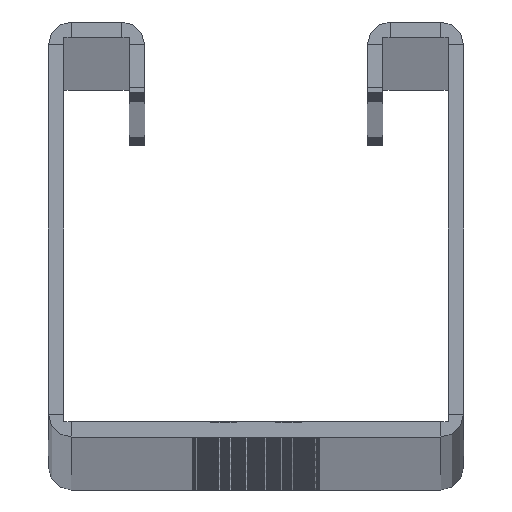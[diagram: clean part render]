
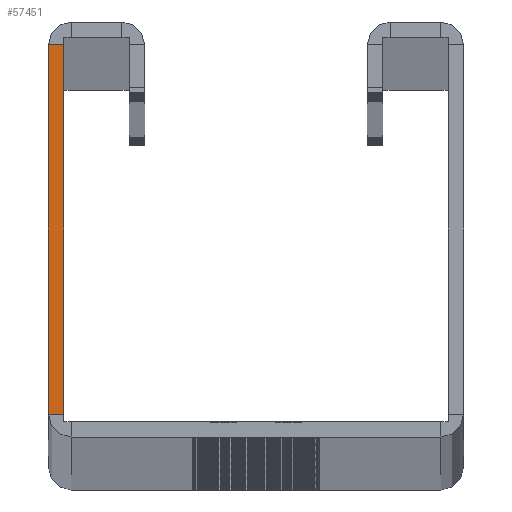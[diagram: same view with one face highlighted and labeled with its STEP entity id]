
A CAD part, top view. The second image highlights one B-rep face of the part: STEP entity #57451.
In plain terms, the highlighted planar face has unit normal (0, 0, 1).
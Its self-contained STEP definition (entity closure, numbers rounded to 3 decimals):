
#932 = DIRECTION ( 'NONE',  ( 0., 1., 0. ) ) ;
#3438 = LINE ( 'NONE', #54806, #17782 ) ;
#8375 = CARTESIAN_POINT ( 'NONE',  ( -20.5, 2.25, 0. ) ) ;
#9012 = ORIENTED_EDGE ( 'NONE', *, *, #24651, .F. ) ;
#10008 = LINE ( 'NONE', #8375, #29198 ) ;
#11510 = CARTESIAN_POINT ( 'NONE',  ( -18.25, 1.5, 0. ) ) ;
#12675 = EDGE_CURVE ( 'NONE', #74093, #32207, #19358, .T. ) ;
#14011 = CARTESIAN_POINT ( 'NONE',  ( -19., 0., 0. ) ) ;
#17485 = LINE ( 'NONE', #56233, #29075 ) ;
#17782 = VECTOR ( 'NONE', #30539, 1000. ) ;
#18794 = FACE_OUTER_BOUND ( 'NONE', #72852, .T. ) ;
#19358 = LINE ( 'NONE', #14011, #55707 ) ;
#19631 = DIRECTION ( 'NONE',  ( -1., 0., 0. ) ) ;
#20456 = DIRECTION ( 'NONE',  ( 1., 0., 0. ) ) ;
#23443 = AXIS2_PLACEMENT_3D ( 'NONE', #11510, #34473, #57091 ) ;
#24651 = EDGE_CURVE ( 'NONE', #54251, #34263, #3438, .T. ) ;
#28489 = CARTESIAN_POINT ( 'NONE',  ( -20.5, 38.75, 0. ) ) ;
#29075 = VECTOR ( 'NONE', #19631, 1000. ) ;
#29198 = VECTOR ( 'NONE', #20456, 1000. ) ;
#30539 = DIRECTION ( 'NONE',  ( 0., 1., 0. ) ) ;
#32207 = VERTEX_POINT ( 'NONE', #69099 ) ;
#33530 = PLANE ( 'NONE',  #23443 ) ;
#34263 = VERTEX_POINT ( 'NONE', #28489 ) ;
#34473 = DIRECTION ( 'NONE',  ( 0., 0., 1. ) ) ;
#50215 = ORIENTED_EDGE ( 'NONE', *, *, #52594, .T. ) ;
#52594 = EDGE_CURVE ( 'NONE', #54251, #74093, #10008, .T. ) ;
#54251 = VERTEX_POINT ( 'NONE', #57316 ) ;
#54806 = CARTESIAN_POINT ( 'NONE',  ( -20.5, 0., 0. ) ) ;
#55707 = VECTOR ( 'NONE', #932, 1000. ) ;
#56233 = CARTESIAN_POINT ( 'NONE',  ( -19., 38.75, 0. ) ) ;
#57091 = DIRECTION ( 'NONE',  ( 1., 0., 0. ) ) ;
#57316 = CARTESIAN_POINT ( 'NONE',  ( -20.5, 2.25, 0. ) ) ;
#57451 = ADVANCED_FACE ( 'NONE', ( #18794 ), #33530, .T. ) ;
#63750 = EDGE_CURVE ( 'NONE', #32207, #34263, #17485, .T. ) ;
#64768 = ORIENTED_EDGE ( 'NONE', *, *, #63750, .T. ) ;
#69099 = CARTESIAN_POINT ( 'NONE',  ( -19., 38.75, 0. ) ) ;
#72852 = EDGE_LOOP ( 'NONE', ( #9012, #50215, #75571, #64768 ) ) ;
#74093 = VERTEX_POINT ( 'NONE', #76045 ) ;
#75571 = ORIENTED_EDGE ( 'NONE', *, *, #12675, .T. ) ;
#76045 = CARTESIAN_POINT ( 'NONE',  ( -19., 2.25, 0. ) ) ;
